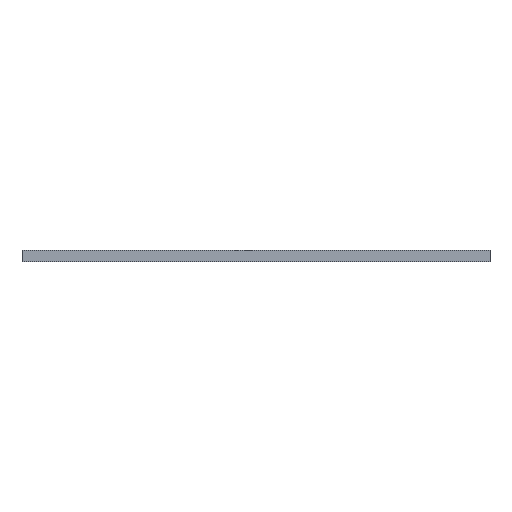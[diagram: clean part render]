
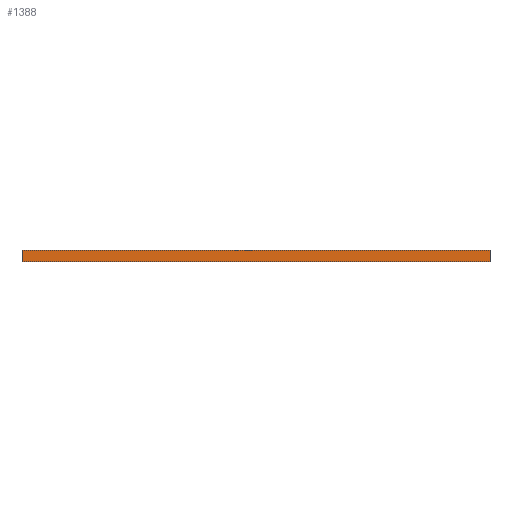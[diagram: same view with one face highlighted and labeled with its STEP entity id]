
A CAD part, front view. The second image highlights one B-rep face of the part: STEP entity #1388.
In plain terms, the highlighted planar face has unit normal (0, -1, 0).
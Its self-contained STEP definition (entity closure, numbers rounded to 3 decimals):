
#34=PLANE('',#1495);
#113=FACE_OUTER_BOUND('',#196,.T.);
#196=EDGE_LOOP('',(#1231,#1232,#1233,#1234));
#397=LINE('',#4623,#467);
#410=LINE('',#5736,#480);
#411=LINE('',#5739,#481);
#412=LINE('',#5740,#482);
#467=VECTOR('',#1681,10.);
#480=VECTOR('',#1746,10.);
#481=VECTOR('',#1749,10.);
#482=VECTOR('',#1750,10.);
#605=VERTEX_POINT('',#4620);
#606=VERTEX_POINT('',#4622);
#622=VERTEX_POINT('',#5734);
#623=VERTEX_POINT('',#5738);
#797=EDGE_CURVE('',#605,#606,#397,.T.);
#830=EDGE_CURVE('',#622,#606,#410,.T.);
#831=EDGE_CURVE('',#623,#622,#411,.T.);
#832=EDGE_CURVE('',#623,#605,#412,.T.);
#1231=ORIENTED_EDGE('',*,*,#831,.T.);
#1232=ORIENTED_EDGE('',*,*,#830,.T.);
#1233=ORIENTED_EDGE('',*,*,#797,.F.);
#1234=ORIENTED_EDGE('',*,*,#832,.F.);
#1388=ADVANCED_FACE('',(#113),#34,.T.);
#1495=AXIS2_PLACEMENT_3D('',#5737,#1747,#1748);
#1681=DIRECTION('',(1.,0.,0.));
#1746=DIRECTION('',(0.,0.,1.));
#1747=DIRECTION('center_axis',(0.,-1.,0.));
#1748=DIRECTION('ref_axis',(1.,0.,0.));
#1749=DIRECTION('',(1.,0.,0.));
#1750=DIRECTION('',(0.,0.,1.));
#4620=CARTESIAN_POINT('',(0.,0.,6.35));
#4622=CARTESIAN_POINT('',(254.,0.,6.35));
#4623=CARTESIAN_POINT('',(0.,0.,6.35));
#5734=CARTESIAN_POINT('',(254.,0.,0.));
#5736=CARTESIAN_POINT('',(254.,0.,0.));
#5737=CARTESIAN_POINT('Origin',(0.,0.,0.));
#5738=CARTESIAN_POINT('',(0.,0.,0.));
#5739=CARTESIAN_POINT('',(0.,0.,0.));
#5740=CARTESIAN_POINT('',(0.,0.,0.));
